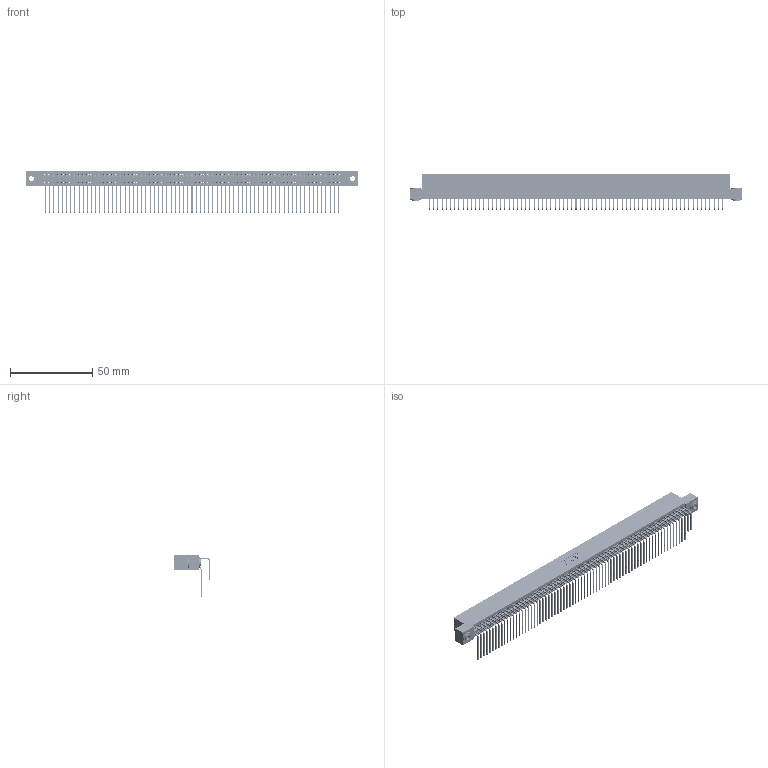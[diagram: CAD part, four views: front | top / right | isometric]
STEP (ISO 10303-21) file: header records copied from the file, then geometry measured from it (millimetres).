
FILE_DESCRIPTION (( 'STEP AP203' ), '1' );
FILE_NAME ('345-142-558-203.STEP', '2019-11-09T05:06:13', ( '' ), ( '' ), 'SwSTEP 2.0', 'SolidWorks 2016', '' );
FILE_SCHEMA (( 'CONFIG_CONTROL_DESIGN' ));
Length unit declared in the file: inch
Products named in the file (5): 345-250-002_345-250-002-102; 345-292-001_558 559 Tail - 1; 345-142-558-203; 345-292-001_558 Tail - 2; 345 Part_Flush Mounting Lugs - 0.156 Dia-TH
Assembly tree (145 placements, depth 2):
  345-142-558-203
    345 Part_Flush Mounting Lugs - 0.156 Dia-TH
    345-292-001_558 559 Tail - 1  x71
    345-292-001_558 Tail - 2  x71
    345-250-002_345-250-002-102  x2
Bounding box: 201.55 x 21.83 x 25.53 mm (x, y, z)
Volume: 20686.4 mm3; surface area: 35196.5 mm2
Topology: 145 solids, 145 shells, 7548 faces, 22427 edges, 14758 vertices
Faces by surface type: plane 5060, cylinder 2480, cone 8
Entity records: 54106 total; most frequent: CARTESIAN_POINT 9062, ORIENTED_EDGE 8938, DIRECTION 7959, EDGE_CURVE 4469, LINE 3989, VECTOR 3989, VERTEX_POINT 2974, AXIS2_PLACEMENT_3D 1985
